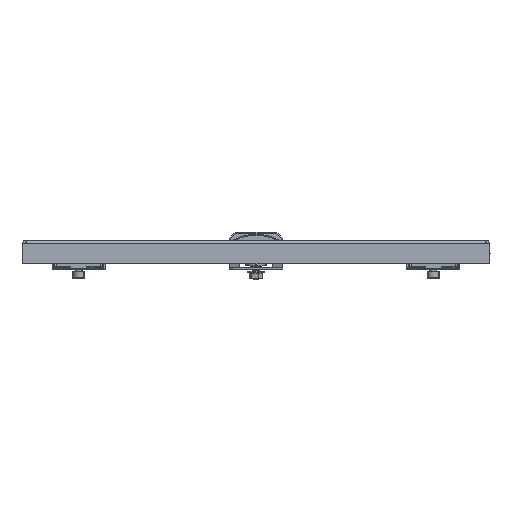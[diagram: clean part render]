
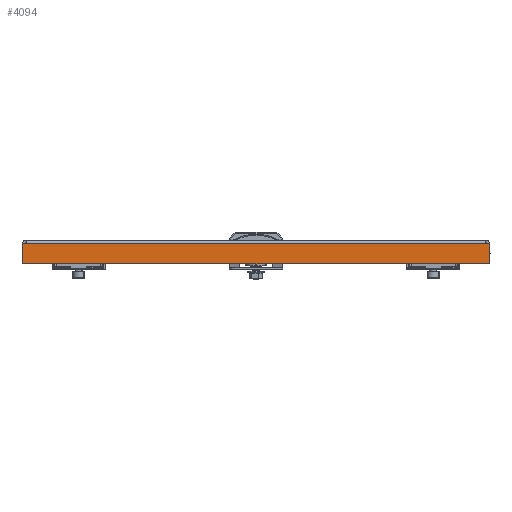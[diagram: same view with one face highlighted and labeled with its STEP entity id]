
A CAD part, left-side view. The second image highlights one B-rep face of the part: STEP entity #4094.
In plain terms, the highlighted planar face has unit normal (-1, 0, 0).
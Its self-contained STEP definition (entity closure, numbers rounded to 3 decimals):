
#1754 = CARTESIAN_POINT ( 'NONE',  ( -197., -197.5, -3. ) ) ;
#2781 = ORIENTED_EDGE ( 'NONE', *, *, #8996, .F. ) ;
#2782 = ORIENTED_EDGE ( 'NONE', *, *, #9005, .T. ) ;
#2783 = ORIENTED_EDGE ( 'NONE', *, *, #9022, .T. ) ;
#2784 = ORIENTED_EDGE ( 'NONE', *, *, #9015, .T. ) ;
#2785 = ORIENTED_EDGE ( 'NONE', *, *, #8998, .F. ) ;
#2786 = ORIENTED_EDGE ( 'NONE', *, *, #9029, .F. ) ;
#3170 = DIRECTION ( 'NONE',  ( 0., -1., 0. ) ) ;
#3171 = DIRECTION ( 'NONE',  ( 0., -1., 0. ) ) ;
#3176 = CARTESIAN_POINT ( 'NONE',  ( -197., 197.5, 0. ) ) ;
#3177 = CARTESIAN_POINT ( 'NONE',  ( -197., -197.5, 0. ) ) ;
#3178 = DIRECTION ( 'NONE',  ( 0., 0., -1. ) ) ;
#3180 = CARTESIAN_POINT ( 'NONE',  ( -197., 0., -20. ) ) ;
#3185 = DIRECTION ( 'NONE',  ( 0., 0., 1. ) ) ;
#3190 = DIRECTION ( 'NONE',  ( 0., -1., 0. ) ) ;
#3195 = CARTESIAN_POINT ( 'NONE',  ( -197., -197.5, -3. ) ) ;
#3197 = DIRECTION ( 'NONE',  ( 0., -1., 0. ) ) ;
#3637 = CARTESIAN_POINT ( 'NONE',  ( -197., -197.5, -3. ) ) ;
#4094 = ADVANCED_FACE ( 'NONE', ( #6149 ), #5757, .F. ) ;
#4846 = LINE ( 'NONE', #3637, #4853 ) ;
#4847 = LINE ( 'NONE', #6009, #4851 ) ;
#4851 = VECTOR ( 'NONE', #3170, 1000. ) ;
#4853 = VECTOR ( 'NONE', #3171, 1000. ) ;
#4856 = LINE ( 'NONE', #3176, #4859 ) ;
#4859 = VECTOR ( 'NONE', #3178, 1000. ) ;
#4860 = LINE ( 'NONE', #3177, #4867 ) ;
#4864 = LINE ( 'NONE', #3180, #4873 ) ;
#4867 = VECTOR ( 'NONE', #3185, 1000. ) ;
#4873 = VECTOR ( 'NONE', #3190, 1000. ) ;
#4876 = LINE ( 'NONE', #3195, #4879 ) ;
#4879 = VECTOR ( 'NONE', #3197, 1000. ) ;
#5750 = CARTESIAN_POINT ( 'NONE',  ( -197., 0., 0. ) ) ;
#5757 = PLANE ( 'NONE',  #7414 ) ;
#5759 = DIRECTION ( 'NONE',  ( 1., 0., 0. ) ) ;
#5760 = DIRECTION ( 'NONE',  ( 0., 0., -1. ) ) ;
#6009 = CARTESIAN_POINT ( 'NONE',  ( -197., -197.5, -3. ) ) ;
#6149 = FACE_OUTER_BOUND ( 'NONE', #28486, .T. ) ;
#7414 = AXIS2_PLACEMENT_3D ( 'NONE', #5750, #5759, #5760 ) ;
#8996 = EDGE_CURVE ( 'NONE', #31600, #31605, #4847, .T. ) ;
#8998 = EDGE_CURVE ( 'NONE', #31602, #32429, #4846, .T. ) ;
#9005 = EDGE_CURVE ( 'NONE', #31600, #31597, #4856, .T. ) ;
#9015 = EDGE_CURVE ( 'NONE', #31601, #32429, #4860, .T. ) ;
#9022 = EDGE_CURVE ( 'NONE', #31597, #31601, #4864, .T. ) ;
#9029 = EDGE_CURVE ( 'NONE', #31605, #31602, #4876, .T. ) ;
#15621 = CARTESIAN_POINT ( 'NONE',  ( -197., -197.5, -20. ) ) ;
#15630 = CARTESIAN_POINT ( 'NONE',  ( -197., 197.5, -20. ) ) ;
#15633 = CARTESIAN_POINT ( 'NONE',  ( -197., 197.5, -3. ) ) ;
#15634 = CARTESIAN_POINT ( 'NONE',  ( -197., -194.5, -3. ) ) ;
#15636 = CARTESIAN_POINT ( 'NONE',  ( -197., 194.5, -3. ) ) ;
#28486 = EDGE_LOOP ( 'NONE', ( #2781, #2782, #2783, #2784, #2785, #2786 ) ) ;
#31597 = VERTEX_POINT ( 'NONE', #15630 ) ;
#31600 = VERTEX_POINT ( 'NONE', #15633 ) ;
#31601 = VERTEX_POINT ( 'NONE', #15621 ) ;
#31602 = VERTEX_POINT ( 'NONE', #15634 ) ;
#31605 = VERTEX_POINT ( 'NONE', #15636 ) ;
#32429 = VERTEX_POINT ( 'NONE', #1754 ) ;
